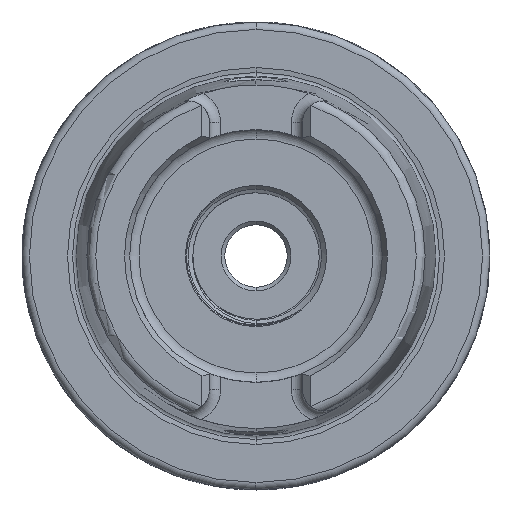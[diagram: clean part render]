
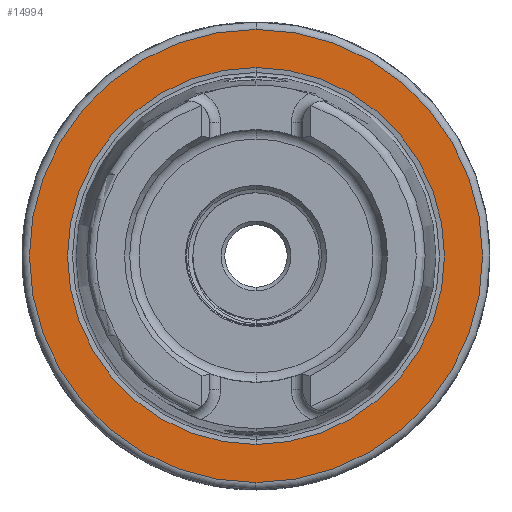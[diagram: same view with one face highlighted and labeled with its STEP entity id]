
A CAD part, left-side view. The second image highlights one B-rep face of the part: STEP entity #14994.
In plain terms, the highlighted planar face has unit normal (-1, 0, 0).
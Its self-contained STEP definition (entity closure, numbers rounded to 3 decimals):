
#1695 = DIRECTION ( 'NONE',  ( 0., 0., 1. ) ) ;
#1701 = CARTESIAN_POINT ( 'NONE',  ( 0., 0., 0. ) ) ;
#1728 = DIRECTION ( 'NONE',  ( -1., 0., 0. ) ) ;
#1780 = AXIS2_PLACEMENT_3D ( 'NONE', #1701, #1728, #1695 ) ;
#1828 = AXIS2_PLACEMENT_3D ( 'NONE', #16686, #16690, #16684 ) ;
#1860 = AXIS2_PLACEMENT_3D ( 'NONE', #11363, #11342, #11357 ) ;
#1964 = AXIS2_PLACEMENT_3D ( 'NONE', #11345, #11341, #11384 ) ;
#3853 = VERTEX_POINT ( 'NONE', #6133 ) ;
#3855 = VERTEX_POINT ( 'NONE', #6109 ) ;
#3870 = VERTEX_POINT ( 'NONE', #6141 ) ;
#6109 = CARTESIAN_POINT ( 'NONE',  ( 0., 0., -25.369 ) ) ;
#6133 = CARTESIAN_POINT ( 'NONE',  ( 0., 0., 30.5 ) ) ;
#6141 = CARTESIAN_POINT ( 'NONE',  ( 0., 0., -30.5 ) ) ;
#11341 = DIRECTION ( 'NONE',  ( 1., 0., 0. ) ) ;
#11342 = DIRECTION ( 'NONE',  ( -1., 0., 0. ) ) ;
#11345 = CARTESIAN_POINT ( 'NONE',  ( 0., 0., 0. ) ) ;
#11357 = DIRECTION ( 'NONE',  ( 0., 0., 1. ) ) ;
#11363 = CARTESIAN_POINT ( 'NONE',  ( 0., 0., 0. ) ) ;
#11384 = DIRECTION ( 'NONE',  ( 0., 0., -1. ) ) ;
#14994 = ADVANCED_FACE ( 'NONE', ( #23046, #23055 ), #31232, .T. ) ;
#16684 = DIRECTION ( 'NONE',  ( 0., 0., -1. ) ) ;
#16686 = CARTESIAN_POINT ( 'NONE',  ( 0., 0., 0. ) ) ;
#16690 = DIRECTION ( 'NONE',  ( 1., 0., 0. ) ) ;
#20013 = VERTEX_POINT ( 'NONE', #27227 ) ;
#21643 = AXIS2_PLACEMENT_3D ( 'NONE', #31259, #31231, #31222 ) ;
#23046 = FACE_OUTER_BOUND ( 'NONE', #26183, .T. ) ;
#23055 = FACE_BOUND ( 'NONE', #26200, .T. ) ;
#24988 = EDGE_CURVE ( 'NONE', #3853, #3870, #28187, .T. ) ;
#25014 = EDGE_CURVE ( 'NONE', #20013, #3855, #28222, .T. ) ;
#26183 = EDGE_LOOP ( 'NONE', ( #30571, #30625 ) ) ;
#26200 = EDGE_LOOP ( 'NONE', ( #30594, #30695 ) ) ;
#27227 = CARTESIAN_POINT ( 'NONE',  ( 0., 0., 25.369 ) ) ;
#28018 = EDGE_CURVE ( 'NONE', #3870, #3853, #28314, .T. ) ;
#28022 = EDGE_CURVE ( 'NONE', #3855, #20013, #28336, .T. ) ;
#28187 = CIRCLE ( 'NONE', #1780, 30.5 ) ;
#28222 = CIRCLE ( 'NONE', #1828, 25.369 ) ;
#28314 = CIRCLE ( 'NONE', #1860, 30.5 ) ;
#28336 = CIRCLE ( 'NONE', #1964, 25.369 ) ;
#30571 = ORIENTED_EDGE ( 'NONE', *, *, #24988, .T. ) ;
#30594 = ORIENTED_EDGE ( 'NONE', *, *, #25014, .T. ) ;
#30625 = ORIENTED_EDGE ( 'NONE', *, *, #28018, .T. ) ;
#30695 = ORIENTED_EDGE ( 'NONE', *, *, #28022, .T. ) ;
#31222 = DIRECTION ( 'NONE',  ( 0., 0., 1. ) ) ;
#31231 = DIRECTION ( 'NONE',  ( -1., 0., 0. ) ) ;
#31232 = PLANE ( 'NONE',  #21643 ) ;
#31259 = CARTESIAN_POINT ( 'NONE',  ( 0., 25.369, 0. ) ) ;
